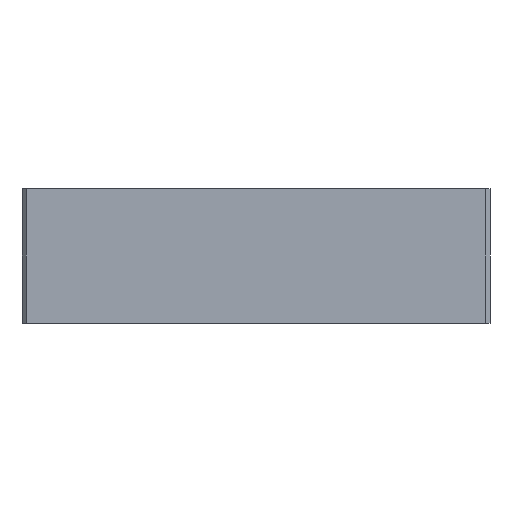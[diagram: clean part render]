
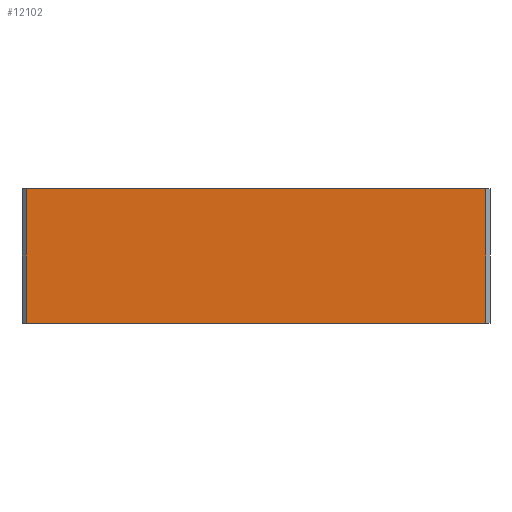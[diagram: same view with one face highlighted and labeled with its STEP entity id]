
A CAD part, front view. The second image highlights one B-rep face of the part: STEP entity #12102.
In plain terms, the highlighted planar face has unit normal (0, -1, 0).
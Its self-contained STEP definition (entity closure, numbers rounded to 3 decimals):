
#1015=PLANE('',#13419);
#1691=FACE_OUTER_BOUND('',#2438,.T.);
#2438=EDGE_LOOP('',(#10842,#10843,#10844,#10845));
#2594=LINE('',#17192,#3434);
#2860=LINE('',#19272,#3700);
#2863=LINE('',#19278,#3703);
#3195=LINE('',#24940,#4035);
#3434=VECTOR('',#13672,10.);
#3700=VECTOR('',#14302,10.);
#3703=VECTOR('',#14307,10.);
#4035=VECTOR('',#16561,10.);
#4854=VERTEX_POINT('',#17189);
#4855=VERTEX_POINT('',#17191);
#5141=VERTEX_POINT('',#19270);
#5142=VERTEX_POINT('',#19274);
#6004=EDGE_CURVE('',#4854,#4855,#2594,.T.);
#6435=EDGE_CURVE('',#5141,#4854,#2860,.T.);
#6438=EDGE_CURVE('',#4855,#5142,#2863,.T.);
#7530=EDGE_CURVE('',#5142,#5141,#3195,.T.);
#10842=ORIENTED_EDGE('',*,*,#6435,.F.);
#10843=ORIENTED_EDGE('',*,*,#7530,.F.);
#10844=ORIENTED_EDGE('',*,*,#6438,.F.);
#10845=ORIENTED_EDGE('',*,*,#6004,.F.);
#12102=ADVANCED_FACE('',(#1691),#1015,.T.);
#13419=AXIS2_PLACEMENT_3D('',#24939,#16559,#16560);
#13672=DIRECTION('',(-1.,0.,0.));
#14302=DIRECTION('',(0.,0.,-1.));
#14307=DIRECTION('',(0.,0.,1.));
#16559=DIRECTION('center_axis',(0.,-1.,0.));
#16560=DIRECTION('ref_axis',(1.,0.,0.));
#16561=DIRECTION('',(1.,0.,0.));
#17189=CARTESIAN_POINT('',(213.1,0.,-60.));
#17191=CARTESIAN_POINT('',(2.,0.,-60.));
#17192=CARTESIAN_POINT('',(215.1,0.,-60.));
#19270=CARTESIAN_POINT('',(213.1,0.,2.));
#19272=CARTESIAN_POINT('',(213.1,0.,0.));
#19274=CARTESIAN_POINT('',(2.,0.,2.));
#19278=CARTESIAN_POINT('',(2.,0.,0.));
#24939=CARTESIAN_POINT('Origin',(0.,0.,0.));
#24940=CARTESIAN_POINT('',(0.,0.,2.));
